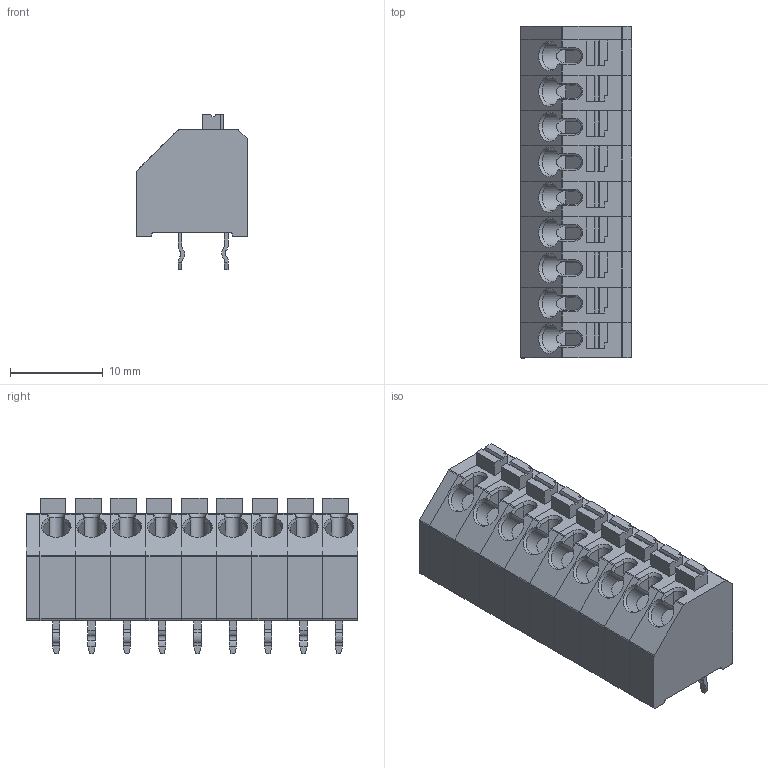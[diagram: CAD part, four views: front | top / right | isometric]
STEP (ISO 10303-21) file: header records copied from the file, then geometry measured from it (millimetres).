
FILE_DESCRIPTION(/* description */ ('Unknown'),/* implementation_level */ '2;1');
FILE_NAME(/* name */ '691412320009M',/* time_stamp */ '2017-03-23T10:52:14+01:00',/* author */ ('Unknown'),/* organization */ ('Unknown'),/* preprocessor_version */ 'ST-DEVELOPER v16.7',/* originating_system */ 'DEX',/* authorisation */ $);
FILE_SCHEMA (('AUTOMOTIVE_DESIGN {1 0 10303 214 3 1 1}'));
Length unit declared in the file: millimetre
Products named in the file (4): 6914123200xxM; MRT24P3.81V02_SX1; MRT24P3.81V02_CNT5; MRT24P3.81V02_CNT4
Assembly tree (10 placements, depth 2):
  6914123200xxM
    MRT24P3.81V02_SX1
    MRT24P3.81V02_CNT5  x5
    MRT24P3.81V02_CNT4  x4
Bounding box: 12 x 35.79 x 16.8 mm (x, y, z)
Volume: 4269.3 mm3; surface area: 4597.7 mm2
Topology: 10 solids, 10 shells, 642 faces, 1751 edges, 1153 vertices
Faces by surface type: plane 424, cylinder 195, cone 23
Entity records: 7343 total; most frequent: CARTESIAN_POINT 1076, DIRECTION 1050, ORIENTED_EDGE 996, EDGE_CURVE 498, AXIS2_PLACEMENT_3D 358, LINE 334, VECTOR 334, VERTEX_POINT 332
